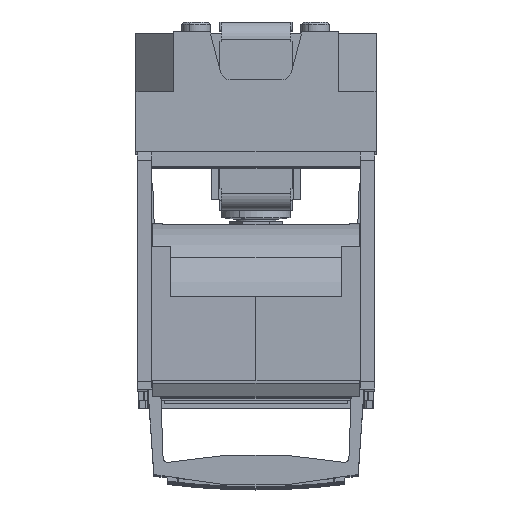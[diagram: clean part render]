
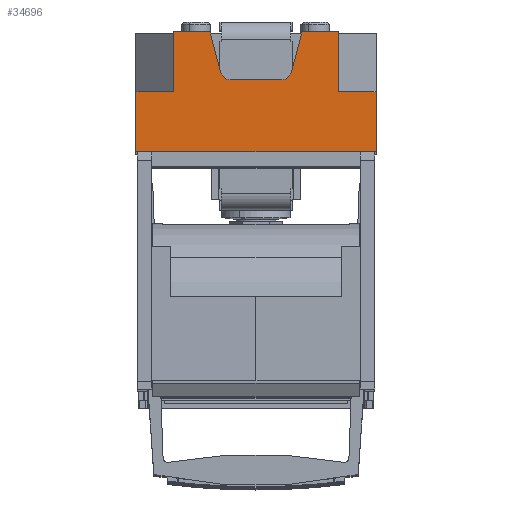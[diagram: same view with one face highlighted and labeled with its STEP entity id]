
A CAD part, top view. The second image highlights one B-rep face of the part: STEP entity #34696.
In plain terms, the highlighted planar face has unit normal (0, 0, 1).
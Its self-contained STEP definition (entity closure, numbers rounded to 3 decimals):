
#31468=AXIS2_PLACEMENT_3D('Circle Axis2P3D',#31466,#31467,$) ;
#31530=AXIS2_PLACEMENT_3D('Circle Axis2P3D',#31528,#31529,$) ;
#34660=AXIS2_PLACEMENT_3D('Plane Axis2P3D',#34657,#34658,#34659) ;
#31321=CARTESIAN_POINT('Vertex',(34.264,-4.,277.5)) ;
#31324=CARTESIAN_POINT('Line Origine',(34.264,-16.5,277.5)) ;
#31328=CARTESIAN_POINT('Vertex',(34.264,-29.,277.5)) ;
#31352=CARTESIAN_POINT('Vertex',(50.,-29.,277.5)) ;
#31355=CARTESIAN_POINT('Line Origine',(42.132,-29.,277.5)) ;
#31372=CARTESIAN_POINT('Line Origine',(-34.264,-16.5,277.5)) ;
#31376=CARTESIAN_POINT('Vertex',(-34.264,-4.,277.5)) ;
#31378=CARTESIAN_POINT('Vertex',(-34.264,-29.,277.5)) ;
#31412=CARTESIAN_POINT('Line Origine',(-16.811,-13.103,277.5)) ;
#31416=CARTESIAN_POINT('Vertex',(-14.685,-21.035,277.5)) ;
#31418=CARTESIAN_POINT('Vertex',(-18.936,-5.171,277.5)) ;
#31458=CARTESIAN_POINT('Vertex',(-10.822,-24.,277.5)) ;
#31466=CARTESIAN_POINT('Axis2P3D Location',(-10.822,-20.,277.5)) ;
#31489=CARTESIAN_POINT('Vertex',(10.822,-24.,277.5)) ;
#31497=CARTESIAN_POINT('Line Origine',(0.,-24.,277.5)) ;
#31520=CARTESIAN_POINT('Vertex',(14.685,-21.035,277.5)) ;
#31528=CARTESIAN_POINT('Axis2P3D Location',(10.822,-20.,277.5)) ;
#31552=CARTESIAN_POINT('Line Origine',(16.811,-13.103,277.5)) ;
#31556=CARTESIAN_POINT('Vertex',(18.936,-5.171,277.5)) ;
#31606=CARTESIAN_POINT('Line Origine',(-42.132,-29.,277.5)) ;
#31610=CARTESIAN_POINT('Vertex',(-50.,-29.,277.5)) ;
#31783=CARTESIAN_POINT('Line Origine',(-30.882,-4.,277.5)) ;
#31787=CARTESIAN_POINT('Vertex',(-27.5,-4.,277.5)) ;
#31790=CARTESIAN_POINT('Line Origine',(-23.375,-4.,277.5)) ;
#31794=CARTESIAN_POINT('Vertex',(-19.25,-4.,277.5)) ;
#31797=CARTESIAN_POINT('Line Origine',(-19.093,-4.,277.5)) ;
#31801=CARTESIAN_POINT('Vertex',(-18.936,-4.,277.5)) ;
#31822=CARTESIAN_POINT('Vertex',(18.936,-4.,277.5)) ;
#31825=CARTESIAN_POINT('Line Origine',(19.093,-4.,277.5)) ;
#31829=CARTESIAN_POINT('Vertex',(19.25,-4.,277.5)) ;
#31832=CARTESIAN_POINT('Line Origine',(23.375,-4.,277.5)) ;
#31836=CARTESIAN_POINT('Vertex',(27.5,-4.,277.5)) ;
#31839=CARTESIAN_POINT('Line Origine',(30.882,-4.,277.5)) ;
#32905=CARTESIAN_POINT('Line Origine',(-18.936,-4.585,277.5)) ;
#32960=CARTESIAN_POINT('Line Origine',(18.936,-4.585,277.5)) ;
#34632=CARTESIAN_POINT('Line Origine',(50.,-29.,277.5)) ;
#34636=CARTESIAN_POINT('Vertex',(50.,-54.,277.5)) ;
#34657=CARTESIAN_POINT('Axis2P3D Location',(0.,-4.,277.5)) ;
#34662=CARTESIAN_POINT('Line Origine',(-50.,-41.5,277.5)) ;
#34666=CARTESIAN_POINT('Vertex',(-50.,-54.,277.5)) ;
#34669=CARTESIAN_POINT('Line Origine',(0.,-54.,277.5)) ;
#31325=DIRECTION('Vector Direction',(0.,-1.,0.)) ;
#31356=DIRECTION('Vector Direction',(-1.,0.,0.)) ;
#31373=DIRECTION('Vector Direction',(0.,-1.,0.)) ;
#31413=DIRECTION('Vector Direction',(-0.259,0.966,0.)) ;
#31467=DIRECTION('Axis2P3D Direction',(0.,0.,1.)) ;
#31498=DIRECTION('Vector Direction',(-1.,0.,0.)) ;
#31529=DIRECTION('Axis2P3D Direction',(0.,0.,1.)) ;
#31553=DIRECTION('Vector Direction',(-0.259,-0.966,0.)) ;
#31607=DIRECTION('Vector Direction',(-1.,0.,0.)) ;
#31784=DIRECTION('Vector Direction',(1.,0.,0.)) ;
#31791=DIRECTION('Vector Direction',(1.,0.,0.)) ;
#31798=DIRECTION('Vector Direction',(1.,0.,0.)) ;
#31826=DIRECTION('Vector Direction',(1.,0.,0.)) ;
#31833=DIRECTION('Vector Direction',(1.,0.,0.)) ;
#31840=DIRECTION('Vector Direction',(1.,0.,0.)) ;
#32906=DIRECTION('Vector Direction',(0.,-1.,0.)) ;
#32961=DIRECTION('Vector Direction',(0.,-1.,0.)) ;
#34633=DIRECTION('Vector Direction',(0.,-1.,0.)) ;
#34658=DIRECTION('Axis2P3D Direction',(-0.,0.,1.)) ;
#34659=DIRECTION('Axis2P3D XDirection',(0.,-1.,0.)) ;
#34663=DIRECTION('Vector Direction',(0.,-1.,0.)) ;
#34670=DIRECTION('Vector Direction',(1.,0.,0.)) ;
#31326=VECTOR('Line Direction',#31325,1.) ;
#31357=VECTOR('Line Direction',#31356,1.) ;
#31374=VECTOR('Line Direction',#31373,1.) ;
#31414=VECTOR('Line Direction',#31413,1.) ;
#31499=VECTOR('Line Direction',#31498,1.) ;
#31554=VECTOR('Line Direction',#31553,1.) ;
#31608=VECTOR('Line Direction',#31607,1.) ;
#31785=VECTOR('Line Direction',#31784,1.) ;
#31792=VECTOR('Line Direction',#31791,1.) ;
#31799=VECTOR('Line Direction',#31798,1.) ;
#31827=VECTOR('Line Direction',#31826,1.) ;
#31834=VECTOR('Line Direction',#31833,1.) ;
#31841=VECTOR('Line Direction',#31840,1.) ;
#32907=VECTOR('Line Direction',#32906,1.) ;
#32962=VECTOR('Line Direction',#32961,1.) ;
#34634=VECTOR('Line Direction',#34633,1.) ;
#34664=VECTOR('Line Direction',#34663,1.) ;
#34671=VECTOR('Line Direction',#34670,1.) ;
#34675=ORIENTED_EDGE('',*,*,#31558,.T.) ;
#34676=ORIENTED_EDGE('',*,*,#31532,.T.) ;
#34677=ORIENTED_EDGE('',*,*,#31501,.T.) ;
#34678=ORIENTED_EDGE('',*,*,#31470,.T.) ;
#34679=ORIENTED_EDGE('',*,*,#31420,.T.) ;
#34680=ORIENTED_EDGE('',*,*,#32909,.F.) ;
#34681=ORIENTED_EDGE('',*,*,#31803,.F.) ;
#34682=ORIENTED_EDGE('',*,*,#31796,.T.) ;
#34683=ORIENTED_EDGE('',*,*,#31789,.F.) ;
#34684=ORIENTED_EDGE('',*,*,#31380,.T.) ;
#34685=ORIENTED_EDGE('',*,*,#31612,.T.) ;
#34686=ORIENTED_EDGE('',*,*,#34668,.T.) ;
#34687=ORIENTED_EDGE('',*,*,#34673,.T.) ;
#34688=ORIENTED_EDGE('',*,*,#34638,.T.) ;
#34689=ORIENTED_EDGE('',*,*,#31359,.T.) ;
#34690=ORIENTED_EDGE('',*,*,#31330,.F.) ;
#34691=ORIENTED_EDGE('',*,*,#31843,.F.) ;
#34692=ORIENTED_EDGE('',*,*,#31838,.T.) ;
#34693=ORIENTED_EDGE('',*,*,#31831,.F.) ;
#34694=ORIENTED_EDGE('',*,*,#32964,.T.) ;
#34696=ADVANCED_FACE('804190_L01_NH-Leistenunterteil Gr.2  L/SL2/3A',(#34695),#34661,.T.) ;
#31469=CIRCLE('generated circle',#31468,4.) ;
#31531=CIRCLE('generated circle',#31530,4.) ;
#31330=EDGE_CURVE('',#31322,#31329,#31327,.T.) ;
#31359=EDGE_CURVE('',#31353,#31329,#31358,.T.) ;
#31380=EDGE_CURVE('',#31377,#31379,#31375,.T.) ;
#31420=EDGE_CURVE('',#31417,#31419,#31415,.T.) ;
#31470=EDGE_CURVE('',#31459,#31417,#31469,.F.) ;
#31501=EDGE_CURVE('',#31490,#31459,#31500,.T.) ;
#31532=EDGE_CURVE('',#31521,#31490,#31531,.F.) ;
#31558=EDGE_CURVE('',#31557,#31521,#31555,.T.) ;
#31612=EDGE_CURVE('',#31379,#31611,#31609,.T.) ;
#31789=EDGE_CURVE('',#31377,#31788,#31786,.T.) ;
#31796=EDGE_CURVE('',#31795,#31788,#31793,.F.) ;
#31803=EDGE_CURVE('',#31795,#31802,#31800,.T.) ;
#31831=EDGE_CURVE('',#31823,#31830,#31828,.T.) ;
#31838=EDGE_CURVE('',#31837,#31830,#31835,.F.) ;
#31843=EDGE_CURVE('',#31837,#31322,#31842,.T.) ;
#32909=EDGE_CURVE('',#31802,#31419,#32908,.T.) ;
#32964=EDGE_CURVE('',#31823,#31557,#32963,.T.) ;
#34638=EDGE_CURVE('',#34637,#31353,#34635,.F.) ;
#34668=EDGE_CURVE('',#31611,#34667,#34665,.T.) ;
#34673=EDGE_CURVE('',#34667,#34637,#34672,.T.) ;
#34674=EDGE_LOOP('',(#34675,#34676,#34677,#34678,#34679,#34680,#34681,#34682,#34683,#34684,#34685,#34686,#34687,#34688,#34689,#34690,#34691,#34692,#34693,#34694)) ;
#34695=FACE_OUTER_BOUND('',#34674,.T.) ;
#31327=LINE('Line',#31324,#31326) ;
#31358=LINE('Line',#31355,#31357) ;
#31375=LINE('Line',#31372,#31374) ;
#31415=LINE('Line',#31412,#31414) ;
#31500=LINE('Line',#31497,#31499) ;
#31555=LINE('Line',#31552,#31554) ;
#31609=LINE('Line',#31606,#31608) ;
#31786=LINE('Line',#31783,#31785) ;
#31793=LINE('Line',#31790,#31792) ;
#31800=LINE('Line',#31797,#31799) ;
#31828=LINE('Line',#31825,#31827) ;
#31835=LINE('Line',#31832,#31834) ;
#31842=LINE('Line',#31839,#31841) ;
#32908=LINE('Line',#32905,#32907) ;
#32963=LINE('Line',#32960,#32962) ;
#34635=LINE('Line',#34632,#34634) ;
#34665=LINE('Line',#34662,#34664) ;
#34672=LINE('Line',#34669,#34671) ;
#34661=PLANE('Plane',#34660) ;
#31322=VERTEX_POINT('',#31321) ;
#31329=VERTEX_POINT('',#31328) ;
#31353=VERTEX_POINT('',#31352) ;
#31377=VERTEX_POINT('',#31376) ;
#31379=VERTEX_POINT('',#31378) ;
#31417=VERTEX_POINT('',#31416) ;
#31419=VERTEX_POINT('',#31418) ;
#31459=VERTEX_POINT('',#31458) ;
#31490=VERTEX_POINT('',#31489) ;
#31521=VERTEX_POINT('',#31520) ;
#31557=VERTEX_POINT('',#31556) ;
#31611=VERTEX_POINT('',#31610) ;
#31788=VERTEX_POINT('',#31787) ;
#31795=VERTEX_POINT('',#31794) ;
#31802=VERTEX_POINT('',#31801) ;
#31823=VERTEX_POINT('',#31822) ;
#31830=VERTEX_POINT('',#31829) ;
#31837=VERTEX_POINT('',#31836) ;
#34637=VERTEX_POINT('',#34636) ;
#34667=VERTEX_POINT('',#34666) ;
